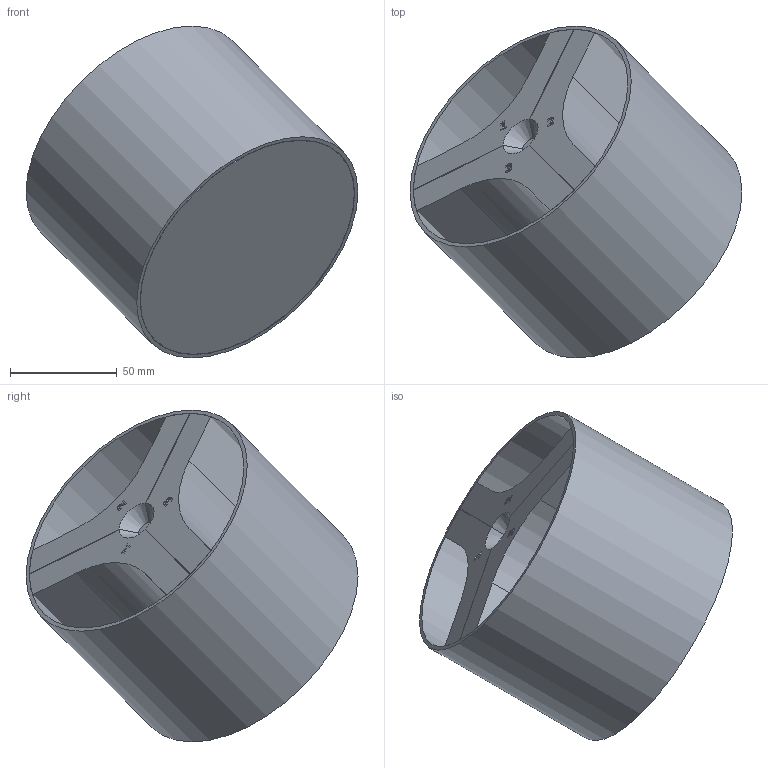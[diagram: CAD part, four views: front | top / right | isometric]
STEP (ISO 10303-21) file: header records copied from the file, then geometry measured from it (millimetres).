
FILE_DESCRIPTION(/* description */ (''),/* implementation_level */ '2;1');
FILE_NAME(/* name */ 'Pattern_3D V3_Parametric.stp',/* time_stamp */ '2024-07-02T21:59:43-05:00',/* author */ ('ga_ma'),/* organization */ (''),/* preprocessor_version */ 'ST-DEVELOPER v19',/* originating_system */ 'Autodesk Inventor 2023',/* authorisation */ '');
FILE_SCHEMA (('AUTOMOTIVE_DESIGN { 1 0 10303 214 3 1 1 }'));
Length unit declared in the file: millimetre
Products named in the file (1): Pattern_3D V3_Parametric
Bounding box: 155.8 x 155.8 x 155.8 mm (x, y, z)
Volume: 637471.2 mm3; surface area: 187947.1 mm2
Topology: 6 solids, 6 shells, 701 faces, 2002 edges, 1342 vertices
Faces by surface type: bspline 459, plane 113, cone 63, cylinder 46, torus 12, sphere 8
Full cylindrical faces by diameter (mm): 10 x22, 123.173 x1, 123.373 x1, 127.173 x1
Entity records: 43448 total; most frequent: CARTESIAN_POINT 28296, ORIENTED_EDGE 3996, EDGE_CURVE 1998, DIRECTION 1867, VERTEX_POINT 1334, B_SPLINE_CURVE_WITH_KNOTS 1118, AXIS2_PLACEMENT_3D 795, EDGE_LOOP 728
